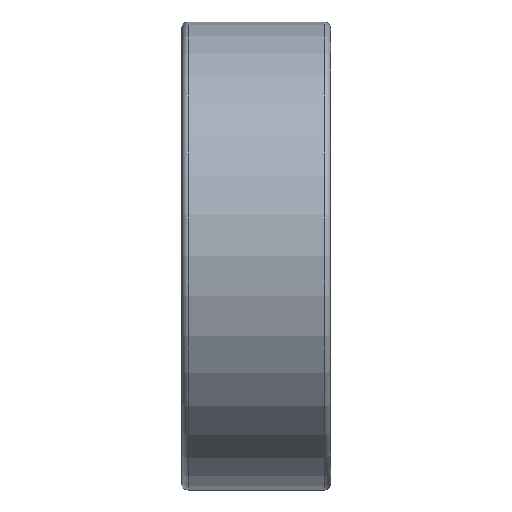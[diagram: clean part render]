
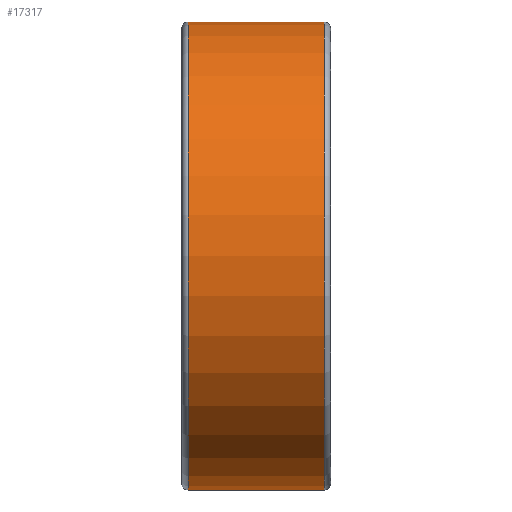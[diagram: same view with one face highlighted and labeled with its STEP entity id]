
A CAD part, top view. The second image highlights one B-rep face of the part: STEP entity #17317.
In plain terms, the highlighted cylindrical face has radius 11 mm (diameter 22 mm), a partial arc.
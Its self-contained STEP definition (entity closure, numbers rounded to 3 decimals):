
#8758=DIRECTION('',(-1.,0.,0.));
#8759=VECTOR('',#8758,6.4);
#8760=CARTESIAN_POINT('',(3.2,11.,0.));
#8761=LINE('',#8760,#8759);
#8765=DIRECTION('',(-1.,0.,0.));
#8766=VECTOR('',#8765,6.4);
#8767=CARTESIAN_POINT('',(3.2,-11.,0.));
#8768=LINE('',#8767,#8766);
#8780=CARTESIAN_POINT('',(3.2,0.,0.));
#8781=DIRECTION('',(1.,0.,0.));
#8782=DIRECTION('',(0.,1.,0.));
#8783=AXIS2_PLACEMENT_3D('',#8780,#8781,#8782);
#8788=CARTESIAN_POINT('',(-3.2,0.,0.));
#8789=DIRECTION('',(1.,0.,0.));
#8790=DIRECTION('',(0.,1.,0.));
#8791=AXIS2_PLACEMENT_3D('',#8788,#8789,#8790);
#14717=CARTESIAN_POINT('',(3.2,11.,0.));
#14718=CARTESIAN_POINT('',(-3.2,11.,0.));
#14719=VERTEX_POINT('',#14717);
#14720=VERTEX_POINT('',#14718);
#14729=CARTESIAN_POINT('',(3.2,-11.,0.));
#14730=CARTESIAN_POINT('',(-3.2,-11.,0.));
#14731=VERTEX_POINT('',#14729);
#14732=VERTEX_POINT('',#14730);
#17305=CARTESIAN_POINT('',(-3.85,0.,0.));
#17306=DIRECTION('',(1.,0.,0.));
#17307=DIRECTION('',(0.,-1.,0.));
#17308=AXIS2_PLACEMENT_3D('',#17305,#17306,#17307);
#17309=CYLINDRICAL_SURFACE('',#17308,11.);
#17310=ORIENTED_EDGE('',*,*,#17295,.F.);
#17311=ORIENTED_EDGE('',*,*,#17272,.T.);
#17312=ORIENTED_EDGE('',*,*,#17299,.T.);
#17314=ORIENTED_EDGE('',*,*,#17313,.F.);
#17315=EDGE_LOOP('',(#17310,#17311,#17312,#17314));
#17316=FACE_OUTER_BOUND('',#17315,.F.);
#8784=CIRCLE('',#8783,11.);
#8792=CIRCLE('',#8791,11.);
#17272=EDGE_CURVE('',#14719,#14731,#8784,.T.);
#17295=EDGE_CURVE('',#14719,#14720,#8761,.T.);
#17299=EDGE_CURVE('',#14731,#14732,#8768,.T.);
#17313=EDGE_CURVE('',#14720,#14732,#8792,.T.);
#17317=ADVANCED_FACE('',(#17316),#17309,.T.);
